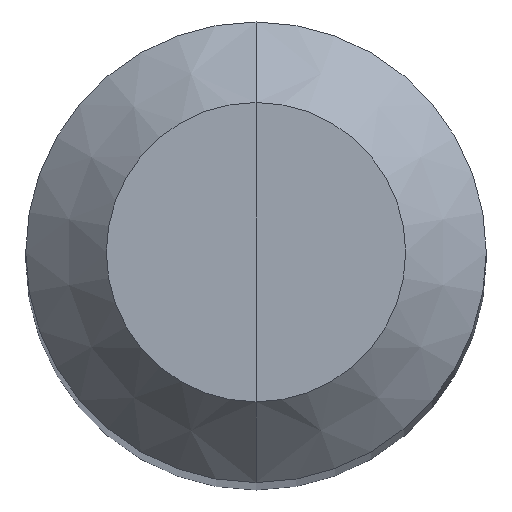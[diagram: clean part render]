
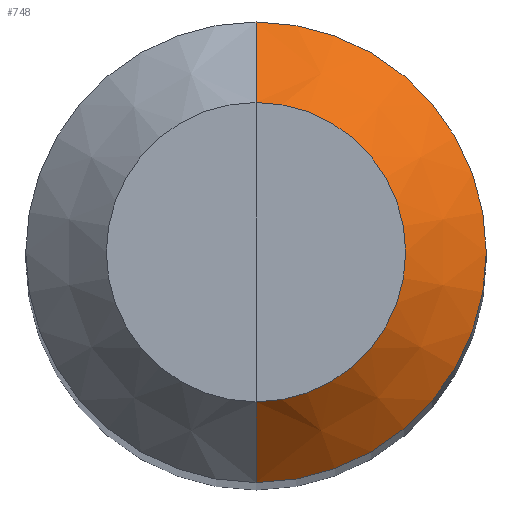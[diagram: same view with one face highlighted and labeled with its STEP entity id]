
A CAD part, top view. The second image highlights one B-rep face of the part: STEP entity #748.
In plain terms, the highlighted conical face has half-angle 45 degrees and reference radius 2 mm.
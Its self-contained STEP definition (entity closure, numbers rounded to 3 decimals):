
#634 = CYLINDRICAL_SURFACE('',#635,2.);
#635 = AXIS2_PLACEMENT_3D('',#636,#637,#638);
#636 = CARTESIAN_POINT('',(0.,0.,-37.5));
#637 = DIRECTION('',(0.,0.,1.));
#638 = DIRECTION('',(0.,-1.,0.));
#672 = VERTEX_POINT('',#673);
#673 = CARTESIAN_POINT('',(0.,2.,-0.7));
#699 = EDGE_CURVE('',#700,#672,#702,.T.);
#700 = VERTEX_POINT('',#701);
#701 = CARTESIAN_POINT('',(0.,-2.,-0.7));
#702 = SURFACE_CURVE('',#703,(#708,#715),.PCURVE_S1.);
#703 = CIRCLE('',#704,2.);
#704 = AXIS2_PLACEMENT_3D('',#705,#706,#707);
#705 = CARTESIAN_POINT('',(0.,0.,-0.7));
#706 = DIRECTION('',(0.,0.,1.));
#707 = DIRECTION('',(0.,-1.,0.));
#708 = PCURVE('',#634,#709);
#709 = DEFINITIONAL_REPRESENTATION('',(#710),#714);
#710 = LINE('',#711,#712);
#711 = CARTESIAN_POINT('',(0.,36.8));
#712 = VECTOR('',#713,1.);
#713 = DIRECTION('',(1.,0.));
#714 = ( GEOMETRIC_REPRESENTATION_CONTEXT(2) 
PARAMETRIC_REPRESENTATION_CONTEXT() REPRESENTATION_CONTEXT('2D SPACE',''
  ) );
#715 = PCURVE('',#716,#721);
#716 = CONICAL_SURFACE('',#717,2.,0.785);
#717 = AXIS2_PLACEMENT_3D('',#718,#719,#720);
#718 = CARTESIAN_POINT('',(0.,0.,-0.7));
#719 = DIRECTION('',(-0.,-0.,-1.));
#720 = DIRECTION('',(0.,-1.,0.));
#721 = DEFINITIONAL_REPRESENTATION('',(#722),#726);
#722 = LINE('',#723,#724);
#723 = CARTESIAN_POINT('',(-0.,-0.));
#724 = VECTOR('',#725,1.);
#725 = DIRECTION('',(-1.,-0.));
#726 = ( GEOMETRIC_REPRESENTATION_CONTEXT(2) 
PARAMETRIC_REPRESENTATION_CONTEXT() REPRESENTATION_CONTEXT('2D SPACE',''
  ) );
#748 = ADVANCED_FACE('',(#749),#716,.T.);
#749 = FACE_BOUND('',#750,.T.);
#750 = EDGE_LOOP('',(#751,#752,#780,#809));
#751 = ORIENTED_EDGE('',*,*,#699,.T.);
#752 = ORIENTED_EDGE('',*,*,#753,.T.);
#753 = EDGE_CURVE('',#672,#754,#756,.T.);
#754 = VERTEX_POINT('',#755);
#755 = CARTESIAN_POINT('',(0.,1.3,0.));
#756 = SURFACE_CURVE('',#757,(#761,#768),.PCURVE_S1.);
#757 = LINE('',#758,#759);
#758 = CARTESIAN_POINT('',(0.,2.,-0.7));
#759 = VECTOR('',#760,1.);
#760 = DIRECTION('',(0.,-0.707,0.707)
  );
#761 = PCURVE('',#716,#762);
#762 = DEFINITIONAL_REPRESENTATION('',(#763),#767);
#763 = LINE('',#764,#765);
#764 = CARTESIAN_POINT('',(-3.142,-0.));
#765 = VECTOR('',#766,1.);
#766 = DIRECTION('',(-0.,-1.));
#767 = ( GEOMETRIC_REPRESENTATION_CONTEXT(2) 
PARAMETRIC_REPRESENTATION_CONTEXT() REPRESENTATION_CONTEXT('2D SPACE',''
  ) );
#768 = PCURVE('',#769,#774);
#769 = CONICAL_SURFACE('',#770,2.,0.785);
#770 = AXIS2_PLACEMENT_3D('',#771,#772,#773);
#771 = CARTESIAN_POINT('',(0.,0.,-0.7));
#772 = DIRECTION('',(-0.,-0.,-1.));
#773 = DIRECTION('',(0.,-1.,0.));
#774 = DEFINITIONAL_REPRESENTATION('',(#775),#779);
#775 = LINE('',#776,#777);
#776 = CARTESIAN_POINT('',(3.142,-0.));
#777 = VECTOR('',#778,1.);
#778 = DIRECTION('',(0.,-1.));
#779 = ( GEOMETRIC_REPRESENTATION_CONTEXT(2) 
PARAMETRIC_REPRESENTATION_CONTEXT() REPRESENTATION_CONTEXT('2D SPACE',''
  ) );
#780 = ORIENTED_EDGE('',*,*,#781,.F.);
#781 = EDGE_CURVE('',#782,#754,#784,.T.);
#782 = VERTEX_POINT('',#783);
#783 = CARTESIAN_POINT('',(0.,-1.3,0.));
#784 = SURFACE_CURVE('',#785,(#790,#797),.PCURVE_S1.);
#785 = CIRCLE('',#786,1.3);
#786 = AXIS2_PLACEMENT_3D('',#787,#788,#789);
#787 = CARTESIAN_POINT('',(0.,0.,0.));
#788 = DIRECTION('',(0.,0.,1.));
#789 = DIRECTION('',(0.,-1.,0.));
#790 = PCURVE('',#716,#791);
#791 = DEFINITIONAL_REPRESENTATION('',(#792),#796);
#792 = LINE('',#793,#794);
#793 = CARTESIAN_POINT('',(-0.,-0.7));
#794 = VECTOR('',#795,1.);
#795 = DIRECTION('',(-1.,-0.));
#796 = ( GEOMETRIC_REPRESENTATION_CONTEXT(2) 
PARAMETRIC_REPRESENTATION_CONTEXT() REPRESENTATION_CONTEXT('2D SPACE',''
  ) );
#797 = PCURVE('',#798,#803);
#798 = PLANE('',#799);
#799 = AXIS2_PLACEMENT_3D('',#800,#801,#802);
#800 = CARTESIAN_POINT('',(0.,0.,0.));
#801 = DIRECTION('',(0.,0.,1.));
#802 = DIRECTION('',(0.,-1.,0.));
#803 = DEFINITIONAL_REPRESENTATION('',(#804),#808);
#804 = CIRCLE('',#805,1.3);
#805 = AXIS2_PLACEMENT_2D('',#806,#807);
#806 = CARTESIAN_POINT('',(0.,0.));
#807 = DIRECTION('',(1.,0.));
#808 = ( GEOMETRIC_REPRESENTATION_CONTEXT(2) 
PARAMETRIC_REPRESENTATION_CONTEXT() REPRESENTATION_CONTEXT('2D SPACE',''
  ) );
#809 = ORIENTED_EDGE('',*,*,#810,.F.);
#810 = EDGE_CURVE('',#700,#782,#811,.T.);
#811 = SURFACE_CURVE('',#812,(#816,#823),.PCURVE_S1.);
#812 = LINE('',#813,#814);
#813 = CARTESIAN_POINT('',(0.,-2.,-0.7));
#814 = VECTOR('',#815,1.);
#815 = DIRECTION('',(0.,0.707,0.707));
#816 = PCURVE('',#716,#817);
#817 = DEFINITIONAL_REPRESENTATION('',(#818),#822);
#818 = LINE('',#819,#820);
#819 = CARTESIAN_POINT('',(-0.,-0.));
#820 = VECTOR('',#821,1.);
#821 = DIRECTION('',(-0.,-1.));
#822 = ( GEOMETRIC_REPRESENTATION_CONTEXT(2) 
PARAMETRIC_REPRESENTATION_CONTEXT() REPRESENTATION_CONTEXT('2D SPACE',''
  ) );
#823 = PCURVE('',#769,#824);
#824 = DEFINITIONAL_REPRESENTATION('',(#825),#829);
#825 = LINE('',#826,#827);
#826 = CARTESIAN_POINT('',(0.,-0.));
#827 = VECTOR('',#828,1.);
#828 = DIRECTION('',(0.,-1.));
#829 = ( GEOMETRIC_REPRESENTATION_CONTEXT(2) 
PARAMETRIC_REPRESENTATION_CONTEXT() REPRESENTATION_CONTEXT('2D SPACE',''
  ) );
